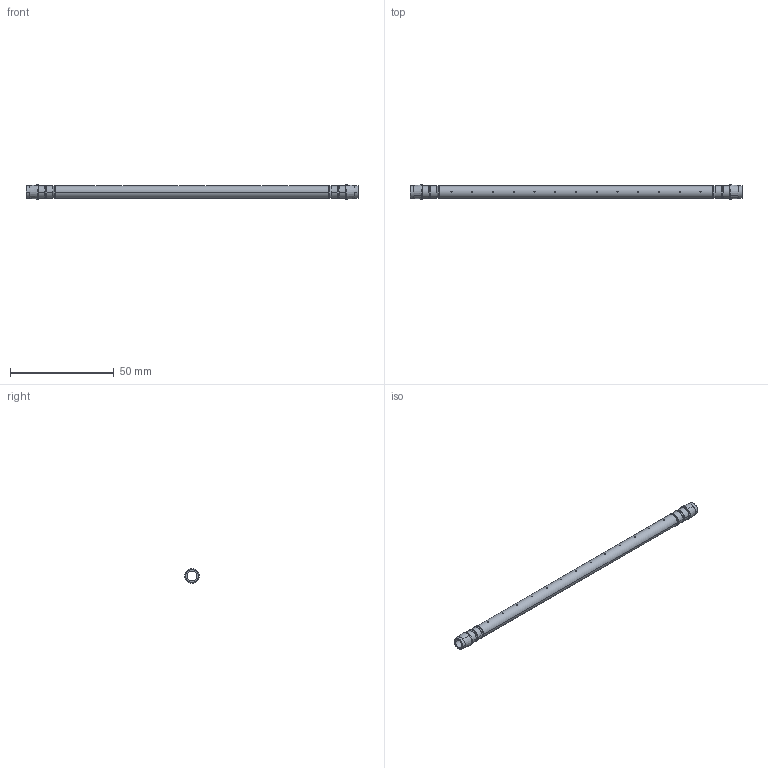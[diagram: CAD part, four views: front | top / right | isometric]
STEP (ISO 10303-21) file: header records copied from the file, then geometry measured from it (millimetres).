
FILE_DESCRIPTION(('CATIA V5 STEP Exchange'),'2;1');
FILE_NAME('Front.stp','2023-08-03T13:04:18+00:00',('none'),('none'),'CATIA Version 5 Release 20 GA (IN-10)','CATIA V5 STEP AP203','none');
FILE_SCHEMA(('CONFIG_CONTROL_DESIGN'));
Length unit declared in the file: millimetre
Products named in the file (1): Front
Bounding box: 160 x 7 x 7 mm (x, y, z)
Volume: 2042 mm3; surface area: 5379.2 mm2
Topology: 1 solids, 1 shells, 74 faces, 198 edges, 132 vertices
Faces by surface type: cylinder 54, cone 12, plane 8
Entity records: 2333 total; most frequent: CARTESIAN_POINT 630, ORIENTED_EDGE 396, DIRECTION 224, EDGE_CURVE 198, VERTEX_POINT 132, AXIS2_PLACEMENT_3D 120, EDGE_LOOP 108, CIRCLE 80
